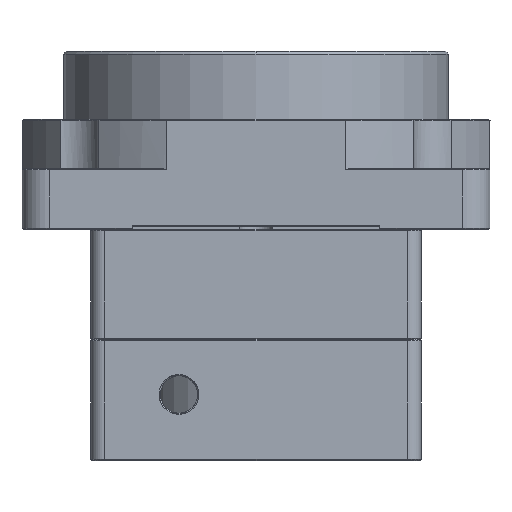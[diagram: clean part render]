
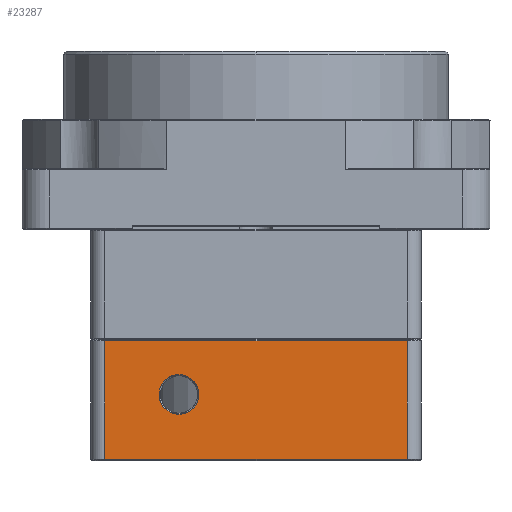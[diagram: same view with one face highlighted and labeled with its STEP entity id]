
A CAD part, left-side view. The second image highlights one B-rep face of the part: STEP entity #23287.
In plain terms, the highlighted planar face has unit normal (-1, 0, 0).
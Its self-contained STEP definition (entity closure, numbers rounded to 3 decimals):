
#23287=ADVANCED_FACE('',(#28541,#28542),#24242,.F.);
#24242=PLANE('',#51320);
#25585=LINE('',#72179,#27537);
#25586=LINE('',#72182,#27538);
#25587=LINE('',#72184,#27539);
#25588=LINE('',#72186,#27540);
#27537=VECTOR('',#56727,1.);
#27538=VECTOR('',#56728,1.);
#27539=VECTOR('',#56729,1.);
#27540=VECTOR('',#56730,1.);
#28541=FACE_BOUND('',#29324,.T.);
#28542=FACE_BOUND('',#29325,.T.);
#29324=EDGE_LOOP('',(#33021,#33022,#33023,#33024));
#29325=EDGE_LOOP('',(#33025,#33026,#33027,#33028));
#33021=ORIENTED_EDGE('',*,*,#44960,.T.);
#33022=ORIENTED_EDGE('',*,*,#44961,.T.);
#33023=ORIENTED_EDGE('',*,*,#44962,.T.);
#33024=ORIENTED_EDGE('',*,*,#44963,.T.);
#33025=ORIENTED_EDGE('',*,*,#44964,.T.);
#33026=ORIENTED_EDGE('',*,*,#44965,.T.);
#33027=ORIENTED_EDGE('',*,*,#44966,.T.);
#33028=ORIENTED_EDGE('',*,*,#44967,.T.);
#39255=VERTEX_POINT('',#72157);
#39256=VERTEX_POINT('',#72158);
#39257=VERTEX_POINT('',#72165);
#39258=VERTEX_POINT('',#72172);
#39259=VERTEX_POINT('',#72180);
#39260=VERTEX_POINT('',#72181);
#39261=VERTEX_POINT('',#72183);
#39262=VERTEX_POINT('',#72185);
#44960=EDGE_CURVE('',#39255,#39256,#49000,.T.);
#44961=EDGE_CURVE('',#39256,#39257,#49001,.T.);
#44962=EDGE_CURVE('',#39257,#39258,#49002,.T.);
#44963=EDGE_CURVE('',#39258,#39255,#49003,.T.);
#44964=EDGE_CURVE('',#39259,#39260,#25585,.T.);
#44965=EDGE_CURVE('',#39260,#39261,#25586,.T.);
#44966=EDGE_CURVE('',#39261,#39262,#25587,.T.);
#44967=EDGE_CURVE('',#39262,#39259,#25588,.T.);
#49000=B_SPLINE_CURVE_WITH_KNOTS('',3,(#72151,#72152,#72153,#72154,#72155,
#72156),.UNSPECIFIED.,.F.,.F.,(4,2,4),(0.,0.5,1.),.UNSPECIFIED.);
#49001=B_SPLINE_CURVE_WITH_KNOTS('',3,(#72159,#72160,#72161,#72162,#72163,
#72164),.UNSPECIFIED.,.F.,.F.,(4,2,4),(0.,0.5,1.),.UNSPECIFIED.);
#49002=B_SPLINE_CURVE_WITH_KNOTS('',3,(#72166,#72167,#72168,#72169,#72170,
#72171),.UNSPECIFIED.,.F.,.F.,(4,2,4),(0.,0.5,1.),.UNSPECIFIED.);
#49003=B_SPLINE_CURVE_WITH_KNOTS('',3,(#72173,#72174,#72175,#72176,#72177,
#72178),.UNSPECIFIED.,.F.,.F.,(4,2,4),(0.,0.5,1.),.UNSPECIFIED.);
#51320=AXIS2_PLACEMENT_3D('',#72187,#56731,#56732);
#56727=DIRECTION('',(0.,1.,0.));
#56728=DIRECTION('',(0.,0.,-1.));
#56729=DIRECTION('',(0.,-1.,0.));
#56730=DIRECTION('',(0.,0.,1.));
#56731=DIRECTION('',(1.,0.,0.));
#56732=DIRECTION('',(0.,-1.,0.));
#72151=CARTESIAN_POINT('',(22.94,17.6,-41.));
#72152=CARTESIAN_POINT('',(22.94,17.6,-40.046));
#72153=CARTESIAN_POINT('',(22.94,17.22,-39.129));
#72154=CARTESIAN_POINT('',(22.94,15.871,-37.78));
#72155=CARTESIAN_POINT('',(22.94,14.955,-37.4));
#72156=CARTESIAN_POINT('',(22.94,14.,-37.4));
#72157=CARTESIAN_POINT('',(22.94,17.6,-41.));
#72158=CARTESIAN_POINT('',(22.94,14.,-37.4));
#72159=CARTESIAN_POINT('',(22.94,14.,-37.4));
#72160=CARTESIAN_POINT('',(22.94,13.046,-37.4));
#72161=CARTESIAN_POINT('',(22.94,12.129,-37.78));
#72162=CARTESIAN_POINT('',(22.94,10.78,-39.129));
#72163=CARTESIAN_POINT('',(22.94,10.4,-40.045));
#72164=CARTESIAN_POINT('',(22.94,10.4,-41.));
#72165=CARTESIAN_POINT('',(22.94,10.4,-41.));
#72166=CARTESIAN_POINT('',(22.94,10.4,-41.));
#72167=CARTESIAN_POINT('',(22.94,10.4,-41.954));
#72168=CARTESIAN_POINT('',(22.94,10.78,-42.871));
#72169=CARTESIAN_POINT('',(22.94,12.129,-44.22));
#72170=CARTESIAN_POINT('',(22.94,13.045,-44.6));
#72171=CARTESIAN_POINT('',(22.94,14.,-44.6));
#72172=CARTESIAN_POINT('',(22.94,14.,-44.6));
#72173=CARTESIAN_POINT('',(22.94,14.,-44.6));
#72174=CARTESIAN_POINT('',(22.94,14.954,-44.6));
#72175=CARTESIAN_POINT('',(22.94,15.871,-44.22));
#72176=CARTESIAN_POINT('',(22.94,17.22,-42.871));
#72177=CARTESIAN_POINT('',(22.94,17.6,-41.955));
#72178=CARTESIAN_POINT('',(22.94,17.6,-41.));
#72179=CARTESIAN_POINT('',(22.94,0.,-31.2));
#72180=CARTESIAN_POINT('',(22.94,-27.5,-31.2));
#72181=CARTESIAN_POINT('',(22.94,27.5,-31.2));
#72182=CARTESIAN_POINT('',(22.94,27.5,-42.));
#72183=CARTESIAN_POINT('',(22.94,27.5,-52.8));
#72184=CARTESIAN_POINT('',(22.94,0.,-52.8));
#72185=CARTESIAN_POINT('',(22.94,-27.5,-52.8));
#72186=CARTESIAN_POINT('',(22.94,-27.5,-42.));
#72187=CARTESIAN_POINT('',(22.94,0.,-42.));
